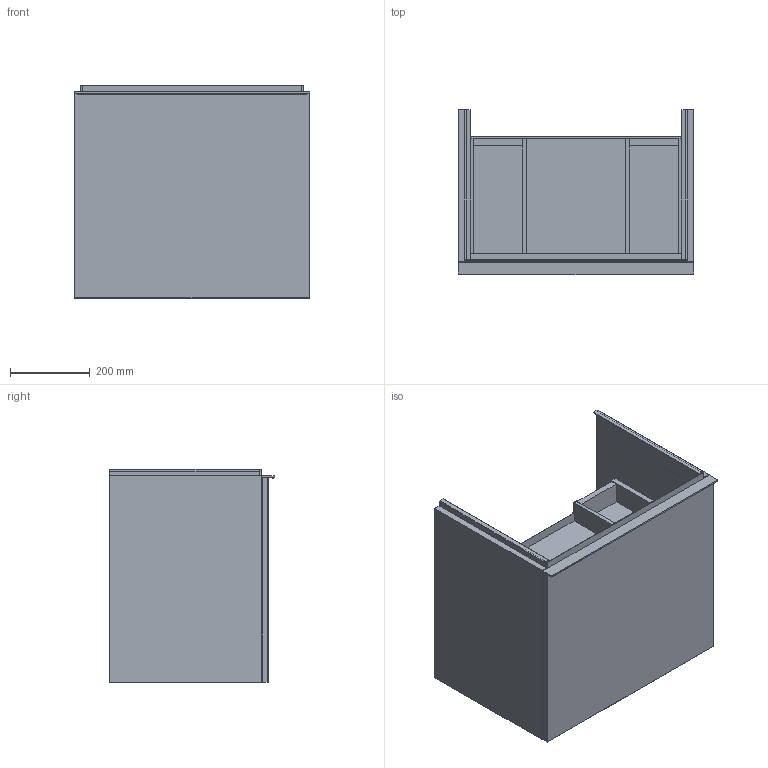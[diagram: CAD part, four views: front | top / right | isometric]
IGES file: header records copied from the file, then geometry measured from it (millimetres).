
Global section: file name: 503.008.JK.2; native system: Autodesk Inventor 2023; preprocessor: unknown; author: JANAN; date: 20230809.132029; units: millimetre
Bounding box: 592 x 414.8 x 535 mm (x, y, z)
Volume: 24807969.5 mm3; surface area: 4263423.8 mm2
Topology: 11 solids, 11 shells, 158 faces, 373 edges, 238 vertices
Faces by surface type: bspline 158
